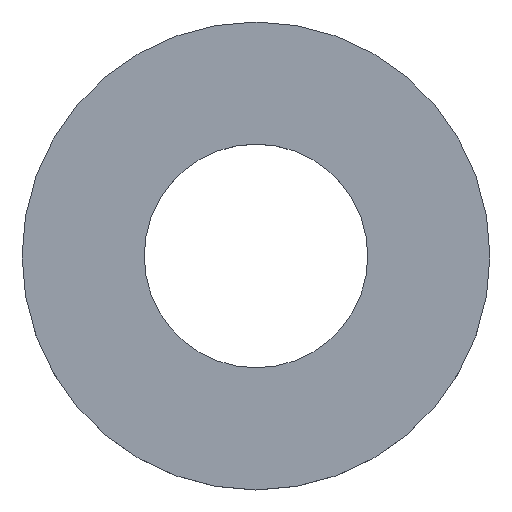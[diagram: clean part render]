
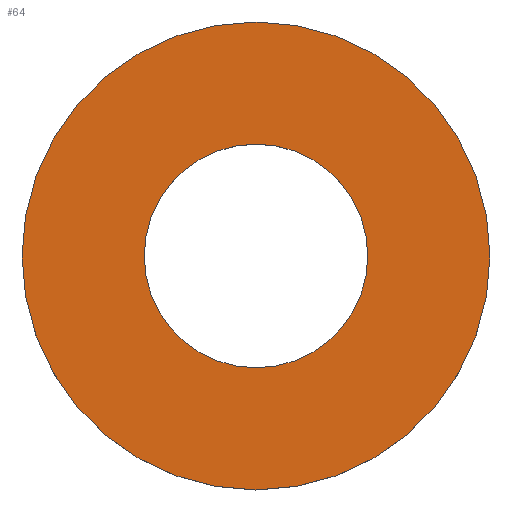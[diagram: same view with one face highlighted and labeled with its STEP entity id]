
A CAD part, top view. The second image highlights one B-rep face of the part: STEP entity #64.
In plain terms, the highlighted planar face has unit normal (0, 0, 1).
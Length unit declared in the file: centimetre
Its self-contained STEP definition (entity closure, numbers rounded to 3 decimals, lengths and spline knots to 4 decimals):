
#16=FACE_BOUND('',#27,.T.);
#18=PLANE('',#74);
#22=FACE_OUTER_BOUND('',#26,.T.);
#26=EDGE_LOOP('',(#56));
#27=EDGE_LOOP('',(#57));
#34=CIRCLE('',#69,2.15);
#36=CIRCLE('',#72,4.5);
#38=VERTEX_POINT('',#98);
#40=VERTEX_POINT('',#104);
#42=EDGE_CURVE('',#38,#38,#34,.T.);
#45=EDGE_CURVE('',#40,#40,#36,.T.);
#56=ORIENTED_EDGE('',*,*,#45,.F.);
#57=ORIENTED_EDGE('',*,*,#42,.F.);
#64=ADVANCED_FACE('',(#22,#16),#18,.T.);
#69=AXIS2_PLACEMENT_3D('',#99,#80,#81);
#72=AXIS2_PLACEMENT_3D('',#105,#87,#88);
#74=AXIS2_PLACEMENT_3D('',#109,#92,#93);
#80=DIRECTION('center_axis',(0.,0.,1.));
#81=DIRECTION('ref_axis',(1.,0.,0.));
#87=DIRECTION('center_axis',(0.,0.,-1.));
#88=DIRECTION('ref_axis',(1.,0.,0.));
#92=DIRECTION('center_axis',(0.,0.,1.));
#93=DIRECTION('ref_axis',(1.,0.,0.));
#98=CARTESIAN_POINT('',(-2.15,0.,0.8));
#99=CARTESIAN_POINT('Origin',(0.,0.,0.8));
#104=CARTESIAN_POINT('',(-4.5,0.,0.8));
#105=CARTESIAN_POINT('Origin',(0.,0.,0.8));
#109=CARTESIAN_POINT('Origin',(0.,0.,0.8));
